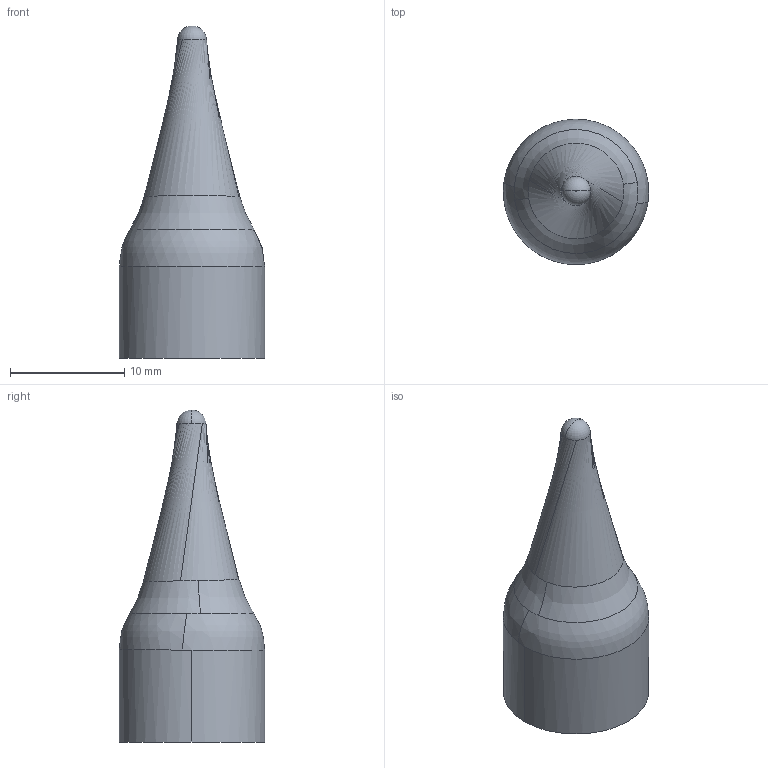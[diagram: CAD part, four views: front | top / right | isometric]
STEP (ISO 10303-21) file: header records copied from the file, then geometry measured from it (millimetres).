
FILE_DESCRIPTION (( 'STEP AP203' ), '1' );
FILE_NAME ('earbar_tip_xl.STEP', '2023-10-27T14:09:22', ( 'Neurobiology' ), ( '' ), 'SwSTEP 2.0', 'SolidWorks 2021', '' );
FILE_SCHEMA (( 'CONFIG_CONTROL_DESIGN' ));
Length unit declared in the file: millimetre
Products named in the file (1): earbar_tip_xl
Bounding box: 12.7 x 12.7 x 29 mm (x, y, z)
Volume: 1673.8 mm3; surface area: 1151.8 mm2
Topology: 1 solids, 1 shells, 18 faces, 42 edges, 28 vertices
Faces by surface type: bspline 6, cylinder 6, plane 4, torus 2
Entity records: 1364 total; most frequent: CARTESIAN_POINT 900, ORIENTED_EDGE 84, DIRECTION 76, EDGE_CURVE 42, AXIS2_PLACEMENT_3D 35, VERTEX_POINT 28, CIRCLE 22, EDGE_LOOP 20
